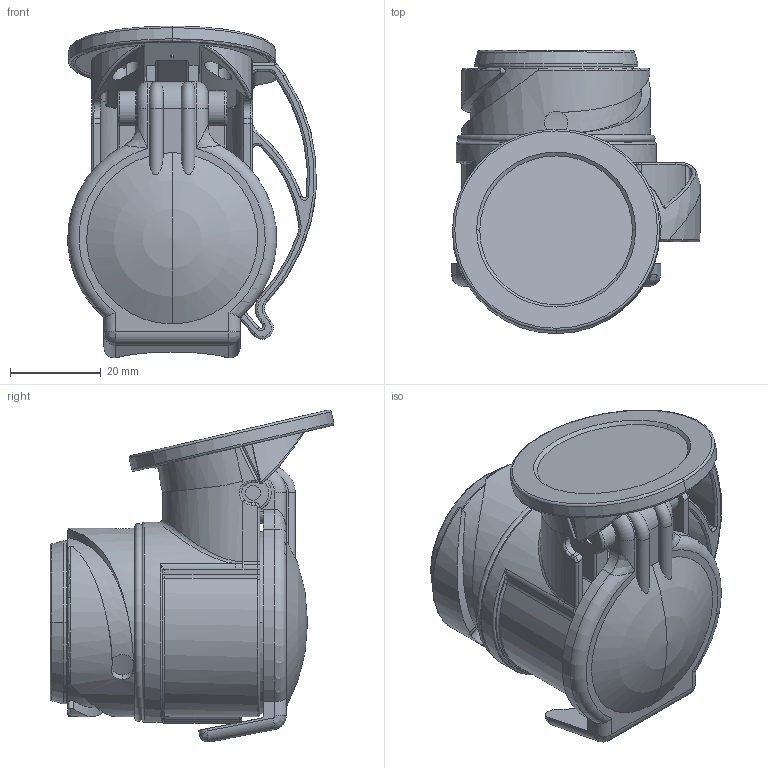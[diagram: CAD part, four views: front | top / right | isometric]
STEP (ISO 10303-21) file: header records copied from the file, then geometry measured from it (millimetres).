
FILE_DESCRIPTION((''),'2;1');
FILE_NAME('311067','2016-06-09T',('tema'),(''),'PRO/ENGINEER BY PARAMETRIC TECHNOLOGY CORPORATION, 2012480','PRO/ENGINEER BY PARAMETRIC TECHNOLOGY CORPORATION, 2012480','');
FILE_SCHEMA(('CONFIG_CONTROL_DESIGN'));
Length unit declared in the file: millimetre
Products named in the file (1): 311067
Bounding box: 54.68 x 62.38 x 73.01 mm (x, y, z)
Volume: 76696.9 mm3; surface area: 32719.7 mm2
Topology: 1 solids, 1 shells, 631 faces, 1595 edges, 975 vertices
Faces by surface type: cylinder 231, plane 182, bspline 96, torus 83, sphere 31, cone 8
Entity records: 28313 total; most frequent: CARTESIAN_POINT 13709, ORIENTED_EDGE 3158, DIRECTION 2962, EDGE_CURVE 1579, AXIS2_PLACEMENT_3D 1179, VERTEX_POINT 975, EDGE_LOOP 670, CIRCLE 644
